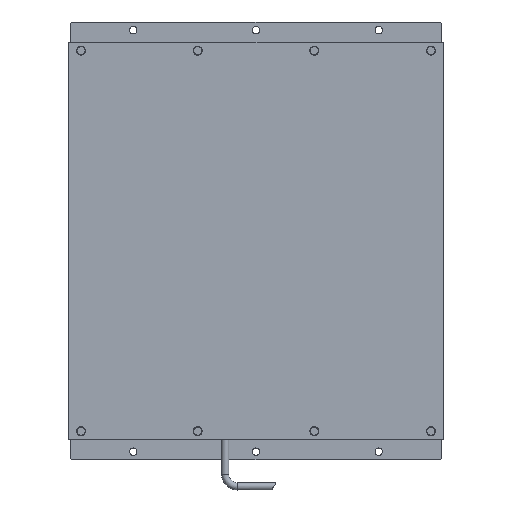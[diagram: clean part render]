
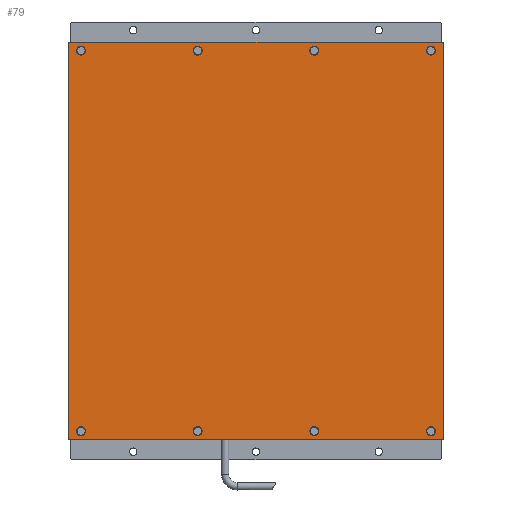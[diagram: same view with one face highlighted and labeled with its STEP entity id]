
A CAD part, top view. The second image highlights one B-rep face of the part: STEP entity #79.
In plain terms, the highlighted planar face has unit normal (0, 0, 1).
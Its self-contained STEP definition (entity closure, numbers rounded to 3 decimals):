
#44 = CIRCLE ( 'NONE', #45, 2.2 ) ;
#45 = AXIS2_PLACEMENT_3D ( 'NONE', #789, #790, #791 ) ;
#51 = VECTOR ( 'NONE', #815, 1000. ) ;
#79 = ADVANCED_FACE ( 'NONE', ( #2505, #2507, #2509, #2511, #2504, #2506, #2508, #2510, #2512 ), #2515, .T. ) ;
#147 = CARTESIAN_POINT ( 'NONE',  ( -28.5, 93., 15. ) ) ;
#148 = DIRECTION ( 'NONE',  ( 0., 0., 1. ) ) ;
#149 = DIRECTION ( 'NONE',  ( 1., 0., 0. ) ) ;
#152 = LINE ( 'NONE', #1602, #1339 ) ;
#154 = CARTESIAN_POINT ( 'NONE',  ( -85.5, -93., 15. ) ) ;
#155 = DIRECTION ( 'NONE',  ( 0., 0., 1. ) ) ;
#156 = DIRECTION ( 'NONE',  ( 1., 0., 0. ) ) ;
#171 = AXIS2_PLACEMENT_3D ( 'NONE', #2513, #2516, #2517 ) ;
#191 = CARTESIAN_POINT ( 'NONE',  ( -91., -97., 15. ) ) ;
#192 = CARTESIAN_POINT ( 'NONE',  ( 91., -97., 15. ) ) ;
#193 = CARTESIAN_POINT ( 'NONE',  ( 91.5, 96.5, 15. ) ) ;
#196 = CARTESIAN_POINT ( 'NONE',  ( 91.5, -96.5, 15. ) ) ;
#209 = VERTEX_POINT ( 'NONE', #213 ) ;
#212 = VERTEX_POINT ( 'NONE', #215 ) ;
#213 = CARTESIAN_POINT ( 'NONE',  ( -26.3, 93., 15. ) ) ;
#215 = CARTESIAN_POINT ( 'NONE',  ( -83.3, -93., 15. ) ) ;
#230 = VERTEX_POINT ( 'NONE', #233 ) ;
#232 = VERTEX_POINT ( 'NONE', #235 ) ;
#233 = CARTESIAN_POINT ( 'NONE',  ( 87.7, -93., 15. ) ) ;
#235 = CARTESIAN_POINT ( 'NONE',  ( -83.3, 93., 15. ) ) ;
#238 = VERTEX_POINT ( 'NONE', #241 ) ;
#241 = CARTESIAN_POINT ( 'NONE',  ( -26.3, -93., 15. ) ) ;
#242 = VERTEX_POINT ( 'NONE', #245 ) ;
#244 = VERTEX_POINT ( 'NONE', #247 ) ;
#245 = CARTESIAN_POINT ( 'NONE',  ( 87.7, 93., 15. ) ) ;
#247 = CARTESIAN_POINT ( 'NONE',  ( 30.7, -93., 15. ) ) ;
#250 = VERTEX_POINT ( 'NONE', #253 ) ;
#253 = CARTESIAN_POINT ( 'NONE',  ( 30.7, 93., 15. ) ) ;
#349 = ORIENTED_EDGE ( 'NONE', *, *, #615, .T. ) ;
#352 = ORIENTED_EDGE ( 'NONE', *, *, #652, .T. ) ;
#354 = ORIENTED_EDGE ( 'NONE', *, *, #604, .T. ) ;
#355 = ORIENTED_EDGE ( 'NONE', *, *, #650, .T. ) ;
#357 = ORIENTED_EDGE ( 'NONE', *, *, #605, .T. ) ;
#363 = ORIENTED_EDGE ( 'NONE', *, *, #609, .T. ) ;
#364 = ORIENTED_EDGE ( 'NONE', *, *, #613, .F. ) ;
#366 = ORIENTED_EDGE ( 'NONE', *, *, #585, .F. ) ;
#367 = ORIENTED_EDGE ( 'NONE', *, *, #625, .F. ) ;
#585 = EDGE_CURVE ( 'NONE', #209, #209, #1910, .T. ) ;
#587 = EDGE_CURVE ( 'NONE', #212, #212, #1918, .T. ) ;
#601 = EDGE_CURVE ( 'NONE', #230, #230, #1328, .T. ) ;
#603 = EDGE_CURVE ( 'NONE', #232, #232, #1336, .T. ) ;
#604 = EDGE_CURVE ( 'NONE', #2215, #1674, #1862, .T. ) ;
#605 = EDGE_CURVE ( 'NONE', #1361, #1445, #152, .T. ) ;
#609 = EDGE_CURVE ( 'NONE', #2213, #2214, #1605, .T. ) ;
#613 = EDGE_CURVE ( 'NONE', #238, #238, #2114, .T. ) ;
#615 = EDGE_CURVE ( 'NONE', #2214, #2464, #1635, .T. ) ;
#624 = EDGE_CURVE ( 'NONE', #242, #242, #1876, .T. ) ;
#625 = EDGE_CURVE ( 'NONE', #244, #244, #2129, .T. ) ;
#630 = EDGE_CURVE ( 'NONE', #250, #250, #44, .T. ) ;
#636 = EDGE_CURVE ( 'NONE', #2464, #2215, #813, .T. ) ;
#650 = EDGE_CURVE ( 'NONE', #1351, #1361, #1575, .T. ) ;
#652 = EDGE_CURVE ( 'NONE', #1674, #1351, #1596, .T. ) ;
#653 = EDGE_CURVE ( 'NONE', #1445, #2213, #1594, .T. ) ;
#765 = CARTESIAN_POINT ( 'NONE',  ( 85.5, 93., 15. ) ) ;
#766 = DIRECTION ( 'NONE',  ( 0., 0., 1. ) ) ;
#767 = DIRECTION ( 'NONE',  ( 1., 0., 0. ) ) ;
#768 = CARTESIAN_POINT ( 'NONE',  ( 28.5, -93., 15. ) ) ;
#769 = DIRECTION ( 'NONE',  ( 0., 0., 1. ) ) ;
#770 = DIRECTION ( 'NONE',  ( 1., 0., 0. ) ) ;
#789 = CARTESIAN_POINT ( 'NONE',  ( 28.5, 93., 15. ) ) ;
#790 = DIRECTION ( 'NONE',  ( 0., 0., 1. ) ) ;
#791 = DIRECTION ( 'NONE',  ( 1., 0., 0. ) ) ;
#813 = LINE ( 'NONE', #814, #51 ) ;
#814 = CARTESIAN_POINT ( 'NONE',  ( 91.5, 97., 15. ) ) ;
#815 = DIRECTION ( 'NONE',  ( 0., 1., 0. ) ) ;
#827 = EDGE_LOOP ( 'NONE', ( #364 ) ) ;
#828 = EDGE_LOOP ( 'NONE', ( #363, #349, #1426, #354, #352, #355, #357, #1427 ) ) ;
#1327 = AXIS2_PLACEMENT_3D ( 'NONE', #1857, #1858, #1859 ) ;
#1328 = CIRCLE ( 'NONE', #1327, 2.2 ) ;
#1336 = CIRCLE ( 'NONE', #1337, 2.2 ) ;
#1337 = AXIS2_PLACEMENT_3D ( 'NONE', #1863, #1864, #1865 ) ;
#1338 = VECTOR ( 'NONE', #1867, 1000. ) ;
#1339 = VECTOR ( 'NONE', #1603, 1000. ) ;
#1351 = VERTEX_POINT ( 'NONE', #1795 ) ;
#1361 = VERTEX_POINT ( 'NONE', #1805 ) ;
#1426 = ORIENTED_EDGE ( 'NONE', *, *, #636, .T. ) ;
#1427 = ORIENTED_EDGE ( 'NONE', *, *, #653, .T. ) ;
#1445 = VERTEX_POINT ( 'NONE', #1808 ) ;
#1575 = LINE ( 'NONE', #1590, #2244 ) ;
#1590 = CARTESIAN_POINT ( 'NONE',  ( -188.25, -0.25, 15. ) ) ;
#1591 = DIRECTION ( 'NONE',  ( -0.707, -0.707, 0. ) ) ;
#1594 = LINE ( 'NONE', #1599, #2249 ) ;
#1596 = LINE ( 'NONE', #1597, #2248 ) ;
#1597 = CARTESIAN_POINT ( 'NONE',  ( -91.5, 97., 15. ) ) ;
#1598 = DIRECTION ( 'NONE',  ( -1., 0., 0. ) ) ;
#1599 = CARTESIAN_POINT ( 'NONE',  ( -91.25, -96.75, 15. ) ) ;
#1600 = DIRECTION ( 'NONE',  ( 0.707, -0.707, 0. ) ) ;
#1602 = CARTESIAN_POINT ( 'NONE',  ( -91.5, 97., 15. ) ) ;
#1603 = DIRECTION ( 'NONE',  ( 0., -1., 0. ) ) ;
#1605 = LINE ( 'NONE', #1613, #2117 ) ;
#1613 = CARTESIAN_POINT ( 'NONE',  ( -91.5, -97., 15. ) ) ;
#1617 = DIRECTION ( 'NONE',  ( 1., 0., 0. ) ) ;
#1628 = CARTESIAN_POINT ( 'NONE',  ( -28.5, -93., 15. ) ) ;
#1629 = DIRECTION ( 'NONE',  ( 0., 0., 1. ) ) ;
#1630 = DIRECTION ( 'NONE',  ( 1., 0., 0. ) ) ;
#1635 = LINE ( 'NONE', #1636, #2126 ) ;
#1636 = CARTESIAN_POINT ( 'NONE',  ( -0.25, -188.25, 15. ) ) ;
#1637 = DIRECTION ( 'NONE',  ( 0.707, 0.707, 0. ) ) ;
#1674 = VERTEX_POINT ( 'NONE', #1807 ) ;
#1795 = CARTESIAN_POINT ( 'NONE',  ( -91., 97., 15. ) ) ;
#1805 = CARTESIAN_POINT ( 'NONE',  ( -91.5, 96.5, 15. ) ) ;
#1807 = CARTESIAN_POINT ( 'NONE',  ( 91., 97., 15. ) ) ;
#1808 = CARTESIAN_POINT ( 'NONE',  ( -91.5, -96.5, 15. ) ) ;
#1857 = CARTESIAN_POINT ( 'NONE',  ( 85.5, -93., 15. ) ) ;
#1858 = DIRECTION ( 'NONE',  ( 0., 0., 1. ) ) ;
#1859 = DIRECTION ( 'NONE',  ( 1., 0., 0. ) ) ;
#1862 = LINE ( 'NONE', #1866, #1338 ) ;
#1863 = CARTESIAN_POINT ( 'NONE',  ( -85.5, 93., 15. ) ) ;
#1864 = DIRECTION ( 'NONE',  ( 0., 0., 1. ) ) ;
#1865 = DIRECTION ( 'NONE',  ( 1., 0., 0. ) ) ;
#1866 = CARTESIAN_POINT ( 'NONE',  ( 96.75, 91.25, 15. ) ) ;
#1867 = DIRECTION ( 'NONE',  ( -0.707, 0.707, 0. ) ) ;
#1876 = CIRCLE ( 'NONE', #1880, 2.2 ) ;
#1880 = AXIS2_PLACEMENT_3D ( 'NONE', #765, #766, #767 ) ;
#1881 = AXIS2_PLACEMENT_3D ( 'NONE', #768, #769, #770 ) ;
#1910 = CIRCLE ( 'NONE', #1916, 2.2 ) ;
#1916 = AXIS2_PLACEMENT_3D ( 'NONE', #147, #148, #149 ) ;
#1918 = CIRCLE ( 'NONE', #1920, 2.2 ) ;
#1920 = AXIS2_PLACEMENT_3D ( 'NONE', #154, #155, #156 ) ;
#2114 = CIRCLE ( 'NONE', #2123, 2.2 ) ;
#2117 = VECTOR ( 'NONE', #1617, 1000. ) ;
#2123 = AXIS2_PLACEMENT_3D ( 'NONE', #1628, #1629, #1630 ) ;
#2126 = VECTOR ( 'NONE', #1637, 1000. ) ;
#2129 = CIRCLE ( 'NONE', #1881, 2.2 ) ;
#2142 = EDGE_LOOP ( 'NONE', ( #367 ) ) ;
#2143 = EDGE_LOOP ( 'NONE', ( #2401 ) ) ;
#2147 = EDGE_LOOP ( 'NONE', ( #2405 ) ) ;
#2148 = EDGE_LOOP ( 'NONE', ( #2398 ) ) ;
#2174 = EDGE_LOOP ( 'NONE', ( #2397 ) ) ;
#2200 = EDGE_LOOP ( 'NONE', ( #2399 ) ) ;
#2210 = EDGE_LOOP ( 'NONE', ( #366 ) ) ;
#2213 = VERTEX_POINT ( 'NONE', #191 ) ;
#2214 = VERTEX_POINT ( 'NONE', #192 ) ;
#2215 = VERTEX_POINT ( 'NONE', #193 ) ;
#2244 = VECTOR ( 'NONE', #1591, 1000. ) ;
#2248 = VECTOR ( 'NONE', #1598, 1000. ) ;
#2249 = VECTOR ( 'NONE', #1600, 1000. ) ;
#2397 = ORIENTED_EDGE ( 'NONE', *, *, #630, .F. ) ;
#2398 = ORIENTED_EDGE ( 'NONE', *, *, #601, .F. ) ;
#2399 = ORIENTED_EDGE ( 'NONE', *, *, #624, .F. ) ;
#2401 = ORIENTED_EDGE ( 'NONE', *, *, #587, .F. ) ;
#2405 = ORIENTED_EDGE ( 'NONE', *, *, #603, .F. ) ;
#2464 = VERTEX_POINT ( 'NONE', #196 ) ;
#2504 = FACE_BOUND ( 'NONE', #2174, .T. ) ;
#2505 = FACE_BOUND ( 'NONE', #2147, .T. ) ;
#2506 = FACE_BOUND ( 'NONE', #2142, .T. ) ;
#2507 = FACE_BOUND ( 'NONE', #2143, .T. ) ;
#2508 = FACE_BOUND ( 'NONE', #2210, .T. ) ;
#2509 = FACE_BOUND ( 'NONE', #2148, .T. ) ;
#2510 = FACE_BOUND ( 'NONE', #827, .T. ) ;
#2511 = FACE_BOUND ( 'NONE', #2200, .T. ) ;
#2512 = FACE_OUTER_BOUND ( 'NONE', #828, .T. ) ;
#2513 = CARTESIAN_POINT ( 'NONE',  ( -91.5, -97., 15. ) ) ;
#2515 = PLANE ( 'NONE',  #171 ) ;
#2516 = DIRECTION ( 'NONE',  ( 0., 0., 1. ) ) ;
#2517 = DIRECTION ( 'NONE',  ( 1., 0., 0. ) ) ;
